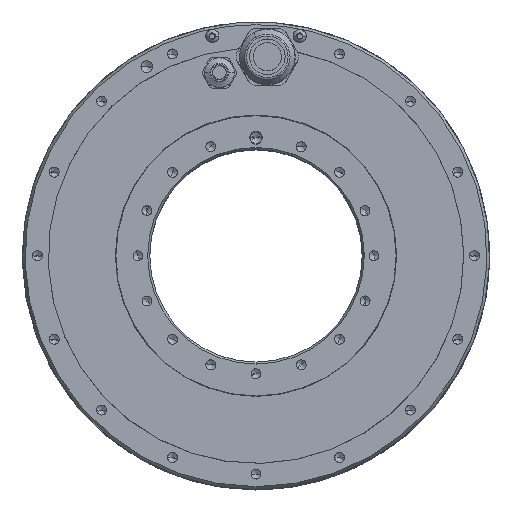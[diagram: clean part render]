
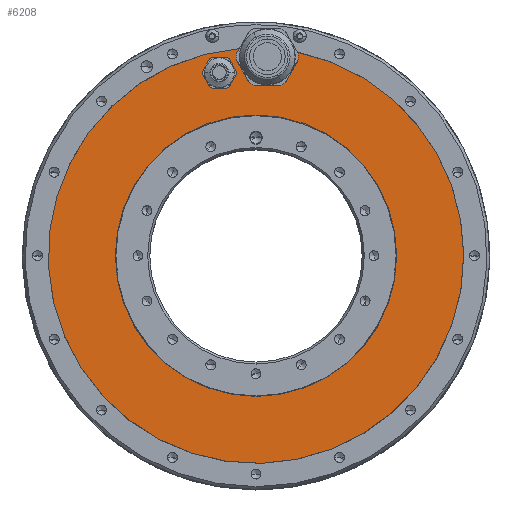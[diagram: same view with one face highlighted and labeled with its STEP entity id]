
A CAD part, top view. The second image highlights one B-rep face of the part: STEP entity #6208.
In plain terms, the highlighted planar face has unit normal (0, 0, 1).
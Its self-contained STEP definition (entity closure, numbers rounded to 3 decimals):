
#356=DIRECTION('',(0.5,-0.866,0.));
#357=VECTOR('',#356,3.137);
#358=CARTESIAN_POINT('',(-10.655,82.108,
-0.15));
#359=LINE('',#358,#357);
#360=CARTESIAN_POINT('',(-15.5,77.5,-0.15));
#361=DIRECTION('',(0.,0.,1.));
#362=DIRECTION('',(0.725,0.689,0.));
#363=AXIS2_PLACEMENT_3D('',#360,#361,#362);
#365=DIRECTION('',(-1.,0.,0.));
#366=VECTOR('',#365,3.137);
#367=CARTESIAN_POINT('',(-13.931,84.,-0.15));
#368=LINE('',#367,#366);
#369=CARTESIAN_POINT('',(-15.5,77.5,-0.15));
#370=DIRECTION('',(0.,0.,1.));
#371=DIRECTION('',(-0.235,0.972,0.));
#372=AXIS2_PLACEMENT_3D('',#369,#370,#371);
#374=DIRECTION('',(0.5,0.866,0.));
#375=VECTOR('',#374,3.137);
#376=CARTESIAN_POINT('',(-21.913,79.392,
-0.15));
#377=LINE('',#376,#375);
#378=CARTESIAN_POINT('',(-15.5,77.5,-0.15));
#379=DIRECTION('',(0.,0.,1.));
#380=DIRECTION('',(-0.959,0.283,0.));
#381=AXIS2_PLACEMENT_3D('',#378,#379,#380);
#383=DIRECTION('',(-0.5,0.866,0.));
#384=VECTOR('',#383,3.137);
#385=CARTESIAN_POINT('',(-20.345,72.892,
-0.15));
#386=LINE('',#385,#384);
#387=CARTESIAN_POINT('',(-15.5,77.5,-0.15));
#388=DIRECTION('',(0.,0.,1.));
#389=DIRECTION('',(-0.725,-0.689,0.));
#390=AXIS2_PLACEMENT_3D('',#387,#388,#389);
#392=DIRECTION('',(1.,0.,0.));
#393=VECTOR('',#392,3.137);
#394=CARTESIAN_POINT('',(-17.069,71.,-0.15));
#395=LINE('',#394,#393);
#396=CARTESIAN_POINT('',(-15.5,77.5,-0.15));
#397=DIRECTION('',(0.,0.,1.));
#398=DIRECTION('',(0.235,-0.972,0.));
#399=AXIS2_PLACEMENT_3D('',#396,#397,#398);
#401=DIRECTION('',(-0.5,-0.866,0.));
#402=VECTOR('',#401,3.137);
#403=CARTESIAN_POINT('',(-9.087,75.608,
-0.15));
#404=LINE('',#403,#402);
#405=CARTESIAN_POINT('',(-15.5,77.5,-0.15));
#406=DIRECTION('',(0.,0.,1.));
#407=DIRECTION('',(0.959,-0.283,0.));
#408=AXIS2_PLACEMENT_3D('',#405,#406,#407);
#410=CARTESIAN_POINT('',(4.8,84.2,-0.15));
#411=DIRECTION('',(0.,0.,1.));
#412=DIRECTION('',(-0.766,-0.643,0.));
#413=AXIS2_PLACEMENT_3D('',#410,#411,#412);
#415=DIRECTION('',(-1.,0.,0.));
#416=VECTOR('',#415,4.249);
#417=CARTESIAN_POINT('',(6.924,72.2,-0.15));
#418=LINE('',#417,#416);
#419=CARTESIAN_POINT('',(4.8,84.2,-0.15));
#420=DIRECTION('',(0.,0.,1.));
#421=DIRECTION('',(0.174,-0.985,0.));
#422=AXIS2_PLACEMENT_3D('',#419,#420,#421);
#424=DIRECTION('',(-0.5,-0.866,0.));
#425=VECTOR('',#424,4.249);
#426=CARTESIAN_POINT('',(16.254,80.04,-0.15));
#427=LINE('',#426,#425);
#428=CARTESIAN_POINT('',(4.8,84.2,-0.15));
#429=DIRECTION('',(0.,0.,1.));
#430=DIRECTION('',(0.94,-0.341,0.));
#431=AXIS2_PLACEMENT_3D('',#428,#429,#430);
#433=CARTESIAN_POINT('',(4.8,84.2,-0.15));
#434=DIRECTION('',(0.,0.,1.));
#435=DIRECTION('',(-0.957,0.29,0.));
#436=AXIS2_PLACEMENT_3D('',#433,#434,#435);
#438=DIRECTION('',(0.5,-0.866,0.));
#439=VECTOR('',#438,4.249);
#440=CARTESIAN_POINT('',(-6.654,80.04,
-0.15));
#441=LINE('',#440,#439);
#451=CARTESIAN_POINT('',(0.,0.,-0.15));
#452=DIRECTION('',(0.,0.,1.));
#453=DIRECTION('',(-1.,0.,0.));
#454=AXIS2_PLACEMENT_3D('',#451,#452,#453);
#2398=CARTESIAN_POINT('',(0.,0.,-0.15));
#2399=DIRECTION('',(0.,0.,1.));
#2400=DIRECTION('',(-0.078,0.997,0.));
#2401=AXIS2_PLACEMENT_3D('',#2398,#2399,#2400);
#4086=CARTESIAN_POINT('',(0.,0.,-0.15));
#4087=DIRECTION('',(0.,0.,1.));
#4088=DIRECTION('',(1.,0.,0.));
#4089=AXIS2_PLACEMENT_3D('',#4086,#4087,#4088);
#5041=CARTESIAN_POINT('',(-59.59,0.,-0.15));
#5042=CARTESIAN_POINT('',(59.59,0.,-0.15));
#5043=VERTEX_POINT('',#5041);
#5044=VERTEX_POINT('',#5042);
#5213=CARTESIAN_POINT('',(-10.655,82.108,
-0.15));
#5214=CARTESIAN_POINT('',(-9.087,79.392,
-0.15));
#5215=VERTEX_POINT('',#5213);
#5216=VERTEX_POINT('',#5214);
#5217=CARTESIAN_POINT('',(-13.931,84.,-0.15));
#5218=VERTEX_POINT('',#5217);
#5219=CARTESIAN_POINT('',(-17.069,84.,-0.15));
#5220=VERTEX_POINT('',#5219);
#5221=CARTESIAN_POINT('',(-20.345,82.108,
-0.15));
#5222=VERTEX_POINT('',#5221);
#5223=CARTESIAN_POINT('',(-21.913,79.392,
-0.15));
#5224=VERTEX_POINT('',#5223);
#5225=CARTESIAN_POINT('',(-21.913,75.608,
-0.15));
#5226=VERTEX_POINT('',#5225);
#5227=CARTESIAN_POINT('',(-20.345,72.892,
-0.15));
#5228=VERTEX_POINT('',#5227);
#5229=CARTESIAN_POINT('',(-17.069,71.,-0.15));
#5230=VERTEX_POINT('',#5229);
#5231=CARTESIAN_POINT('',(-13.931,71.,-0.15));
#5232=VERTEX_POINT('',#5231);
#5233=CARTESIAN_POINT('',(-10.655,72.892,
-0.15));
#5234=VERTEX_POINT('',#5233);
#5235=CARTESIAN_POINT('',(-9.087,75.608,
-0.15));
#5236=VERTEX_POINT('',#5235);
#5407=CARTESIAN_POINT('',(-4.53,76.36,
-0.15));
#5408=CARTESIAN_POINT('',(2.676,72.2,-0.15));
#5409=VERTEX_POINT('',#5407);
#5410=VERTEX_POINT('',#5408);
#5411=CARTESIAN_POINT('',(-6.654,80.04,
-0.15));
#5412=VERTEX_POINT('',#5411);
#5413=CARTESIAN_POINT('',(-6.864,87.732,
-0.15));
#5414=VERTEX_POINT('',#5413);
#5415=CARTESIAN_POINT('',(16.254,80.04,
-0.15));
#5416=CARTESIAN_POINT('',(16.789,86.384,
-0.15));
#5417=VERTEX_POINT('',#5415);
#5418=VERTEX_POINT('',#5416);
#5419=CARTESIAN_POINT('',(14.13,76.36,
-0.15));
#5420=VERTEX_POINT('',#5419);
#5421=CARTESIAN_POINT('',(6.924,72.2,-0.15));
#5422=VERTEX_POINT('',#5421);
#6154=CARTESIAN_POINT('',(0.,0.,-0.15));
#6155=DIRECTION('',(0.,0.,1.));
#6156=DIRECTION('',(1.,0.,0.));
#6157=AXIS2_PLACEMENT_3D('',#6154,#6155,#6156);
#6158=PLANE('',#6157);
#6160=ORIENTED_EDGE('',*,*,#6159,.T.);
#6162=ORIENTED_EDGE('',*,*,#6161,.F.);
#6164=ORIENTED_EDGE('',*,*,#6163,.T.);
#6166=ORIENTED_EDGE('',*,*,#6165,.F.);
#6168=ORIENTED_EDGE('',*,*,#6167,.T.);
#6170=ORIENTED_EDGE('',*,*,#6169,.F.);
#6172=ORIENTED_EDGE('',*,*,#6171,.T.);
#6174=ORIENTED_EDGE('',*,*,#6173,.T.);
#6175=EDGE_LOOP('',(#6160,#6162,#6164,#6166,#6168,#6170,#6172,#6174));
#6176=FACE_OUTER_BOUND('',#6175,.F.);
#6177=ORIENTED_EDGE('',*,*,#6133,.F.);
#6179=ORIENTED_EDGE('',*,*,#6178,.T.);
#6181=ORIENTED_EDGE('',*,*,#6180,.T.);
#6183=ORIENTED_EDGE('',*,*,#6182,.T.);
#6185=ORIENTED_EDGE('',*,*,#6184,.F.);
#6187=ORIENTED_EDGE('',*,*,#6186,.T.);
#6189=ORIENTED_EDGE('',*,*,#6188,.F.);
#6191=ORIENTED_EDGE('',*,*,#6190,.T.);
#6193=ORIENTED_EDGE('',*,*,#6192,.T.);
#6195=ORIENTED_EDGE('',*,*,#6194,.T.);
#6197=ORIENTED_EDGE('',*,*,#6196,.F.);
#6199=ORIENTED_EDGE('',*,*,#6198,.T.);
#6200=EDGE_LOOP('',(#6177,#6179,#6181,#6183,#6185,#6187,#6189,#6191,#6193,#6195,
#6197,#6199));
#6201=FACE_BOUND('',#6200,.F.);
#6203=ORIENTED_EDGE('',*,*,#6202,.T.);
#6205=ORIENTED_EDGE('',*,*,#6204,.T.);
#6206=EDGE_LOOP('',(#6203,#6205));
#6207=FACE_BOUND('',#6206,.F.);
#6208=ADVANCED_FACE('',(#6176,#6201,#6207),#6158,.T.);
#364=CIRCLE('',#363,6.687);
#373=CIRCLE('',#372,6.687);
#382=CIRCLE('',#381,6.687);
#391=CIRCLE('',#390,6.687);
#400=CIRCLE('',#399,6.687);
#409=CIRCLE('',#408,6.687);
#414=CIRCLE('',#413,12.187);
#423=CIRCLE('',#422,12.187);
#432=CIRCLE('',#431,12.187);
#437=CIRCLE('',#436,12.187);
#455=CIRCLE('',#454,59.59);
#2402=CIRCLE('',#2401,88.);
#4090=CIRCLE('',#4089,59.59);
#6133=EDGE_CURVE('',#5215,#5216,#359,.T.);
#6159=EDGE_CURVE('',#5409,#5410,#414,.T.);
#6161=EDGE_CURVE('',#5422,#5410,#418,.T.);
#6163=EDGE_CURVE('',#5422,#5420,#423,.T.);
#6165=EDGE_CURVE('',#5417,#5420,#427,.T.);
#6167=EDGE_CURVE('',#5417,#5418,#432,.T.);
#6169=EDGE_CURVE('',#5414,#5418,#2402,.T.);
#6171=EDGE_CURVE('',#5414,#5412,#437,.T.);
#6173=EDGE_CURVE('',#5412,#5409,#441,.T.);
#6178=EDGE_CURVE('',#5215,#5218,#364,.T.);
#6180=EDGE_CURVE('',#5218,#5220,#368,.T.);
#6182=EDGE_CURVE('',#5220,#5222,#373,.T.);
#6184=EDGE_CURVE('',#5224,#5222,#377,.T.);
#6186=EDGE_CURVE('',#5224,#5226,#382,.T.);
#6188=EDGE_CURVE('',#5228,#5226,#386,.T.);
#6190=EDGE_CURVE('',#5228,#5230,#391,.T.);
#6192=EDGE_CURVE('',#5230,#5232,#395,.T.);
#6194=EDGE_CURVE('',#5232,#5234,#400,.T.);
#6196=EDGE_CURVE('',#5236,#5234,#404,.T.);
#6198=EDGE_CURVE('',#5236,#5216,#409,.T.);
#6202=EDGE_CURVE('',#5043,#5044,#455,.T.);
#6204=EDGE_CURVE('',#5044,#5043,#4090,.T.);
